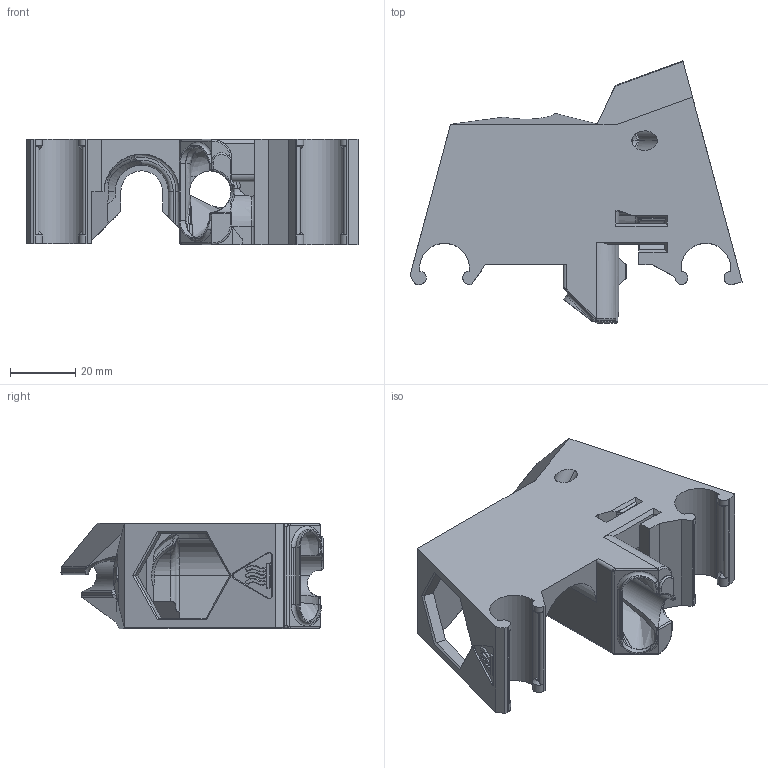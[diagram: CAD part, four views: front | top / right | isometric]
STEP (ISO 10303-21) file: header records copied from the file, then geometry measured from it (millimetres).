
FILE_DESCRIPTION (( 'STEP AP203' ), '1' );
FILE_NAME ('14_tete nouvelle v2.3.2.STEP', '2017-01-02T18:00:56', ( '' ), ( '' ), 'SwSTEP 2.0', 'SolidWorks 2016', '' );
FILE_SCHEMA (( 'CONFIG_CONTROL_DESIGN' ));
Length unit declared in the file: millimetre
Products named in the file (1): 14_tete nouvelle v2.3.2
Bounding box: 101.63 x 80.23 x 32.2 mm (x, y, z)
Volume: 56449.6 mm3; surface area: 29325.3 mm2
Topology: 1 solids, 1 shells, 442 faces, 1230 edges, 787 vertices
Faces by surface type: plane 231, cylinder 119, bspline 54, cone 24, torus 11, sphere 3
Entity records: 21714 total; most frequent: CARTESIAN_POINT 11084, ORIENTED_EDGE 2452, DIRECTION 1893, EDGE_CURVE 1226, VERTEX_POINT 787, LINE 711, VECTOR 711, AXIS2_PLACEMENT_3D 591
